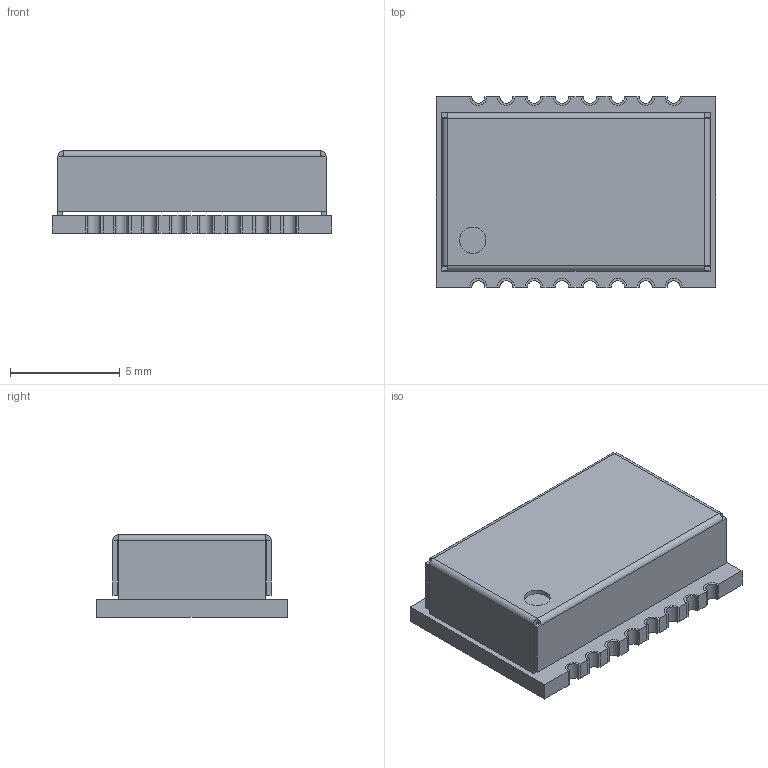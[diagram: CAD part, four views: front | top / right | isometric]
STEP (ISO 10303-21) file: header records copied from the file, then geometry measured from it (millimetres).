
FILE_DESCRIPTION( ( 'Unknown' ), '1' );
FILE_NAME( '749010310.stp', 'Unknown', ( 'Unknown' ), ( 'Unknown' ), 'PSStep 19.0.9', 'Unknown', ' ' );
FILE_SCHEMA( ( 'AUTOMOTIVE_DESIGN { 1 0 10303 214 1 1 1 1 }' ) );
Length unit declared in the file: millimetre
Products named in the file (19): Assem1; PCB; PCB-Contacts; shielding-cover
Assembly tree (18 placements, depth 2):
  Assem1
    PCB
    PCB-Contacts
    PCB-Contacts
    PCB-Contacts
    PCB-Contacts
    PCB-Contacts
    PCB-Contacts
    PCB-Contacts
    PCB-Contacts
    PCB-Contacts
    PCB-Contacts
    PCB-Contacts
    PCB-Contacts
    PCB-Contacts
    PCB-Contacts
    PCB-Contacts
    PCB-Contacts
    shielding-cover
Bounding box: 12.7 x 8.67 x 3.75 mm (x, y, z)
Volume: 122.9 mm3; surface area: 688.8 mm2
Topology: 18 solids, 18 shells, 301 faces, 708 edges, 443 vertices
Faces by surface type: plane 212, cylinder 89
Full cylindrical faces by diameter (mm): 1.2 x1
Entity records: 11212 total; most frequent: DIRECTION 1524, CARTESIAN_POINT 1468, ORIENTED_EDGE 1412, EDGE_CURVE 706, LINE 528, VECTOR 528, AXIS2_PLACEMENT_3D 498, VERTEX_POINT 442
